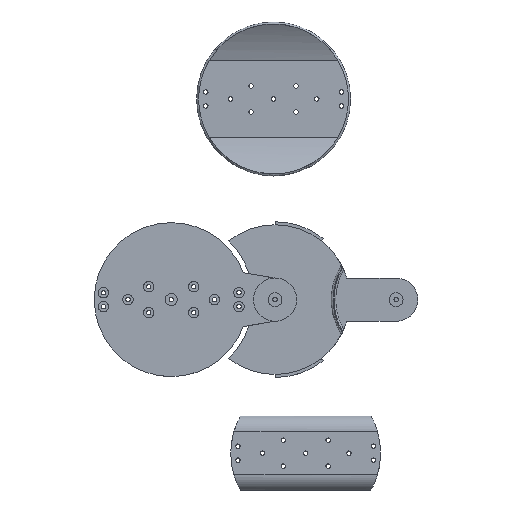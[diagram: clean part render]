
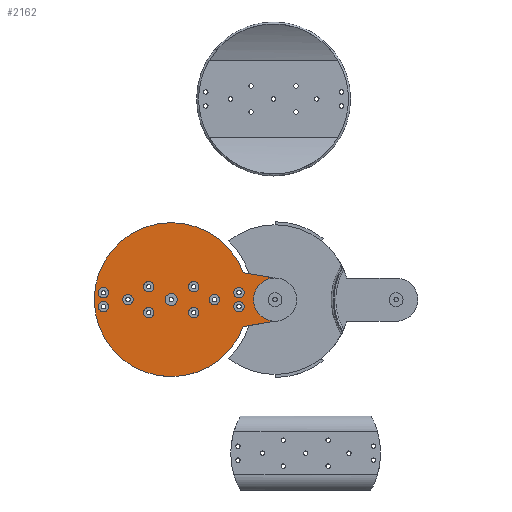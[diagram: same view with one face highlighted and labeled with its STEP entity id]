
A CAD part, top view. The second image highlights one B-rep face of the part: STEP entity #2162.
In plain terms, the highlighted planar face has unit normal (0, 0, 1).
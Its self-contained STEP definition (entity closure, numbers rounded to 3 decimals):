
#40=LINE('',#3314,#189);
#41=LINE('',#3317,#190);
#189=VECTOR('',#2612,10.);
#190=VECTOR('',#2615,10.);
#406=FACE_BOUND('',#624,.T.);
#407=FACE_BOUND('',#625,.T.);
#408=FACE_BOUND('',#626,.T.);
#409=FACE_BOUND('',#627,.T.);
#410=FACE_BOUND('',#628,.T.);
#411=FACE_BOUND('',#629,.T.);
#412=FACE_BOUND('',#630,.T.);
#413=FACE_BOUND('',#631,.T.);
#414=FACE_BOUND('',#632,.T.);
#415=FACE_BOUND('',#633,.T.);
#416=FACE_BOUND('',#634,.T.);
#492=FACE_OUTER_BOUND('',#623,.T.);
#623=EDGE_LOOP('',(#1503,#1504,#1505,#1506));
#624=EDGE_LOOP('',(#1507));
#625=EDGE_LOOP('',(#1508));
#626=EDGE_LOOP('',(#1509));
#627=EDGE_LOOP('',(#1510));
#628=EDGE_LOOP('',(#1511));
#629=EDGE_LOOP('',(#1512));
#630=EDGE_LOOP('',(#1513));
#631=EDGE_LOOP('',(#1514));
#632=EDGE_LOOP('',(#1515));
#633=EDGE_LOOP('',(#1516));
#634=EDGE_LOOP('',(#1517));
#835=CIRCLE('',#2311,12.5);
#838=CIRCLE('',#2316,44.5);
#839=CIRCLE('',#2317,3.);
#840=CIRCLE('',#2318,3.);
#841=CIRCLE('',#2319,3.);
#842=CIRCLE('',#2320,3.);
#843=CIRCLE('',#2321,3.);
#844=CIRCLE('',#2322,3.);
#845=CIRCLE('',#2323,3.);
#846=CIRCLE('',#2324,3.);
#847=CIRCLE('',#2325,3.);
#848=CIRCLE('',#2326,3.);
#849=CIRCLE('',#2327,3.5);
#984=VERTEX_POINT('',#3300);
#985=VERTEX_POINT('',#3302);
#989=VERTEX_POINT('',#3313);
#990=VERTEX_POINT('',#3315);
#991=VERTEX_POINT('',#3318);
#992=VERTEX_POINT('',#3320);
#993=VERTEX_POINT('',#3322);
#994=VERTEX_POINT('',#3324);
#995=VERTEX_POINT('',#3326);
#996=VERTEX_POINT('',#3328);
#997=VERTEX_POINT('',#3330);
#998=VERTEX_POINT('',#3332);
#999=VERTEX_POINT('',#3334);
#1000=VERTEX_POINT('',#3336);
#1001=VERTEX_POINT('',#3338);
#1188=EDGE_CURVE('',#984,#985,#835,.T.);
#1193=EDGE_CURVE('',#984,#989,#40,.T.);
#1194=EDGE_CURVE('',#990,#989,#838,.T.);
#1195=EDGE_CURVE('',#985,#990,#41,.T.);
#1196=EDGE_CURVE('',#991,#991,#839,.T.);
#1197=EDGE_CURVE('',#992,#992,#840,.T.);
#1198=EDGE_CURVE('',#993,#993,#841,.T.);
#1199=EDGE_CURVE('',#994,#994,#842,.T.);
#1200=EDGE_CURVE('',#995,#995,#843,.T.);
#1201=EDGE_CURVE('',#996,#996,#844,.T.);
#1202=EDGE_CURVE('',#997,#997,#845,.T.);
#1203=EDGE_CURVE('',#998,#998,#846,.T.);
#1204=EDGE_CURVE('',#999,#999,#847,.T.);
#1205=EDGE_CURVE('',#1000,#1000,#848,.T.);
#1206=EDGE_CURVE('',#1001,#1001,#849,.T.);
#1503=ORIENTED_EDGE('',*,*,#1188,.F.);
#1504=ORIENTED_EDGE('',*,*,#1193,.T.);
#1505=ORIENTED_EDGE('',*,*,#1194,.F.);
#1506=ORIENTED_EDGE('',*,*,#1195,.F.);
#1507=ORIENTED_EDGE('',*,*,#1196,.T.);
#1508=ORIENTED_EDGE('',*,*,#1197,.T.);
#1509=ORIENTED_EDGE('',*,*,#1198,.T.);
#1510=ORIENTED_EDGE('',*,*,#1199,.T.);
#1511=ORIENTED_EDGE('',*,*,#1200,.T.);
#1512=ORIENTED_EDGE('',*,*,#1201,.T.);
#1513=ORIENTED_EDGE('',*,*,#1202,.T.);
#1514=ORIENTED_EDGE('',*,*,#1203,.T.);
#1515=ORIENTED_EDGE('',*,*,#1204,.T.);
#1516=ORIENTED_EDGE('',*,*,#1205,.T.);
#1517=ORIENTED_EDGE('',*,*,#1206,.T.);
#2106=PLANE('',#2315);
#2162=ADVANCED_FACE('',(#492,#406,#407,#408,#409,#410,#411,#412,#413,#414,
#415,#416),#2106,.F.);
#2311=AXIS2_PLACEMENT_3D('',#3303,#2600,#2601);
#2315=AXIS2_PLACEMENT_3D('',#3312,#2610,#2611);
#2316=AXIS2_PLACEMENT_3D('',#3316,#2613,#2614);
#2317=AXIS2_PLACEMENT_3D('',#3319,#2616,#2617);
#2318=AXIS2_PLACEMENT_3D('',#3321,#2618,#2619);
#2319=AXIS2_PLACEMENT_3D('',#3323,#2620,#2621);
#2320=AXIS2_PLACEMENT_3D('',#3325,#2622,#2623);
#2321=AXIS2_PLACEMENT_3D('',#3327,#2624,#2625);
#2322=AXIS2_PLACEMENT_3D('',#3329,#2626,#2627);
#2323=AXIS2_PLACEMENT_3D('',#3331,#2628,#2629);
#2324=AXIS2_PLACEMENT_3D('',#3333,#2630,#2631);
#2325=AXIS2_PLACEMENT_3D('',#3335,#2632,#2633);
#2326=AXIS2_PLACEMENT_3D('',#3337,#2634,#2635);
#2327=AXIS2_PLACEMENT_3D('',#3339,#2636,#2637);
#2600=DIRECTION('center_axis',(0.,0.,
1.));
#2601=DIRECTION('ref_axis',(0.,-1.,0.));
#2610=DIRECTION('center_axis',(0.,0.,
-1.));
#2611=DIRECTION('ref_axis',(0.,-1.,0.));
#2612=DIRECTION('',(-0.987,0.163,0.));
#2613=DIRECTION('center_axis',(0.,0.,
-1.));
#2614=DIRECTION('ref_axis',(0.,-1.,0.));
#2615=DIRECTION('',(-0.987,-0.163,0.));
#2616=DIRECTION('center_axis',(0.,0.,
-1.));
#2617=DIRECTION('ref_axis',(0.,1.,0.));
#2618=DIRECTION('center_axis',(0.,0.,
-1.));
#2619=DIRECTION('ref_axis',(0.,1.,0.));
#2620=DIRECTION('center_axis',(0.,0.,
-1.));
#2621=DIRECTION('ref_axis',(0.,1.,0.));
#2622=DIRECTION('center_axis',(0.,0.,
-1.));
#2623=DIRECTION('ref_axis',(0.,1.,0.));
#2624=DIRECTION('center_axis',(0.,0.,
-1.));
#2625=DIRECTION('ref_axis',(0.,1.,0.));
#2626=DIRECTION('center_axis',(0.,0.,
-1.));
#2627=DIRECTION('ref_axis',(0.,1.,0.));
#2628=DIRECTION('center_axis',(0.,0.,
-1.));
#2629=DIRECTION('ref_axis',(0.,1.,0.));
#2630=DIRECTION('center_axis',(0.,0.,
-1.));
#2631=DIRECTION('ref_axis',(0.,1.,0.));
#2632=DIRECTION('center_axis',(0.,0.,
-1.));
#2633=DIRECTION('ref_axis',(0.,1.,0.));
#2634=DIRECTION('center_axis',(0.,0.,
-1.));
#2635=DIRECTION('ref_axis',(0.,1.,0.));
#2636=DIRECTION('center_axis',(0.,0.,
-1.));
#2637=DIRECTION('ref_axis',(0.,1.,0.));
#3300=CARTESIAN_POINT('',(-70.,12.5,4.3));
#3302=CARTESIAN_POINT('',(-70.,-12.5,4.3));
#3303=CARTESIAN_POINT('Origin',(-70.,0.,
4.3));
#3312=CARTESIAN_POINT('Origin',(-122.25,0.,4.3));
#3313=CARTESIAN_POINT('',(-88.298,15.53,4.3));
#3314=CARTESIAN_POINT('',(-70.,12.5,4.3));
#3315=CARTESIAN_POINT('',(-88.298,-15.53,4.3));
#3316=CARTESIAN_POINT('Origin',(-130.,0.,4.3));
#3317=CARTESIAN_POINT('',(-70.,-12.5,4.3));
#3318=CARTESIAN_POINT('',(-105.,-3.,4.3));
#3319=CARTESIAN_POINT('Origin',(-105.,0.,4.3));
#3320=CARTESIAN_POINT('',(-142.99,4.5,4.3));
#3321=CARTESIAN_POINT('Origin',(-142.99,7.5,4.3));
#3322=CARTESIAN_POINT('',(-169.15,-7.034,4.3));
#3323=CARTESIAN_POINT('Origin',(-169.15,-4.034,4.3));
#3324=CARTESIAN_POINT('',(-142.99,-10.5,4.3));
#3325=CARTESIAN_POINT('Origin',(-142.99,-7.5,4.3));
#3326=CARTESIAN_POINT('',(-117.01,4.5,4.3));
#3327=CARTESIAN_POINT('Origin',(-117.01,7.5,4.3));
#3328=CARTESIAN_POINT('',(-90.85,1.034,4.3));
#3329=CARTESIAN_POINT('Origin',(-90.85,4.034,4.3));
#3330=CARTESIAN_POINT('',(-169.15,1.034,4.3));
#3331=CARTESIAN_POINT('Origin',(-169.15,4.034,4.3));
#3332=CARTESIAN_POINT('',(-155.,-3.,4.3));
#3333=CARTESIAN_POINT('Origin',(-155.,0.,4.3));
#3334=CARTESIAN_POINT('',(-117.01,-10.5,4.3));
#3335=CARTESIAN_POINT('Origin',(-117.01,-7.5,4.3));
#3336=CARTESIAN_POINT('',(-90.85,-7.034,4.3));
#3337=CARTESIAN_POINT('Origin',(-90.85,-4.034,4.3));
#3338=CARTESIAN_POINT('',(-130.,-3.5,4.3));
#3339=CARTESIAN_POINT('Origin',(-130.,0.,4.3));
